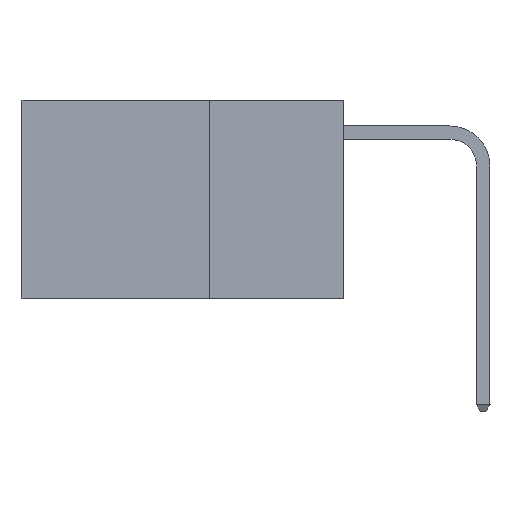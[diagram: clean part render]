
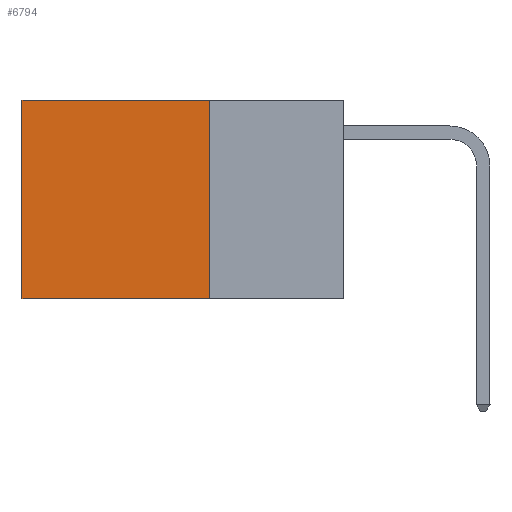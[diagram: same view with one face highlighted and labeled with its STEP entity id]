
A CAD part, left-side view. The second image highlights one B-rep face of the part: STEP entity #6794.
In plain terms, the highlighted planar face has unit normal (-1, 0, 0).
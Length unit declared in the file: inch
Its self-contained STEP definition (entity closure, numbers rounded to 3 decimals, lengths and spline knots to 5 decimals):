
#237 = VERTEX_POINT ( 'NONE', #4377 ) ;
#485 = DIRECTION ( 'NONE',  ( 0., 0., -1. ) ) ;
#652 = EDGE_CURVE ( 'NONE', #7814, #4853, #2587, .T. ) ;
#786 = CARTESIAN_POINT ( 'NONE',  ( 0.2625, 0.6, -0.37 ) ) ;
#1211 = DIRECTION ( 'NONE',  ( 0., 0., -1. ) ) ;
#1381 = ORIENTED_EDGE ( 'NONE', *, *, #652, .T. ) ;
#1495 = CARTESIAN_POINT ( 'NONE',  ( 0.2625, 0.25, 0. ) ) ;
#1992 = ORIENTED_EDGE ( 'NONE', *, *, #4654, .F. ) ;
#2098 = EDGE_CURVE ( 'NONE', #3619, #237, #8354, .T. ) ;
#2386 = DIRECTION ( 'NONE',  ( 1., 0., 0. ) ) ;
#2587 = LINE ( 'NONE', #7241, #5386 ) ;
#2682 = EDGE_LOOP ( 'NONE', ( #1381, #1992, #6203, #5281 ) ) ;
#2690 = FACE_OUTER_BOUND ( 'NONE', #2682, .T. ) ;
#3619 = VERTEX_POINT ( 'NONE', #1495 ) ;
#3625 = CARTESIAN_POINT ( 'NONE',  ( 0.2625, 0.25, 0. ) ) ;
#4326 = CARTESIAN_POINT ( 'NONE',  ( 0.2625, 0.25, -0.37 ) ) ;
#4377 = CARTESIAN_POINT ( 'NONE',  ( 0.2625, 0.25, -0.37 ) ) ;
#4654 = EDGE_CURVE ( 'NONE', #237, #4853, #5535, .T. ) ;
#4678 = EDGE_CURVE ( 'NONE', #3619, #7814, #6632, .T. ) ;
#4853 = VERTEX_POINT ( 'NONE', #786 ) ;
#5281 = ORIENTED_EDGE ( 'NONE', *, *, #4678, .T. ) ;
#5326 = DIRECTION ( 'NONE',  ( 0., 1., 0. ) ) ;
#5376 = CARTESIAN_POINT ( 'NONE',  ( 0.2625, 0.6, 0. ) ) ;
#5386 = VECTOR ( 'NONE', #7303, 39.37008 ) ;
#5416 = CARTESIAN_POINT ( 'NONE',  ( 0.2625, 0.25, 0. ) ) ;
#5535 = LINE ( 'NONE', #4326, #8369 ) ;
#5750 = VECTOR ( 'NONE', #1211, 39.37008 ) ;
#6019 = PLANE ( 'NONE',  #7953 ) ;
#6203 = ORIENTED_EDGE ( 'NONE', *, *, #2098, .F. ) ;
#6632 = LINE ( 'NONE', #3625, #8385 ) ;
#6755 = DIRECTION ( 'NONE',  ( 0., 1., 0. ) ) ;
#6794 = ADVANCED_FACE ( 'NONE', ( #2690 ), #6019, .F. ) ;
#7241 = CARTESIAN_POINT ( 'NONE',  ( 0.2625, 0.6, 0. ) ) ;
#7303 = DIRECTION ( 'NONE',  ( 0., 0., -1. ) ) ;
#7506 = CARTESIAN_POINT ( 'NONE',  ( 0.2625, 0.25, 0. ) ) ;
#7814 = VERTEX_POINT ( 'NONE', #5376 ) ;
#7953 = AXIS2_PLACEMENT_3D ( 'NONE', #5416, #2386, #485 ) ;
#8354 = LINE ( 'NONE', #7506, #5750 ) ;
#8369 = VECTOR ( 'NONE', #6755, 39.37008 ) ;
#8385 = VECTOR ( 'NONE', #5326, 39.37008 ) ;
